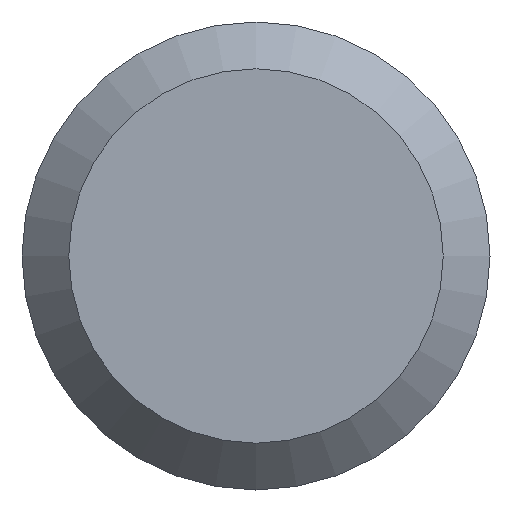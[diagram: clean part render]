
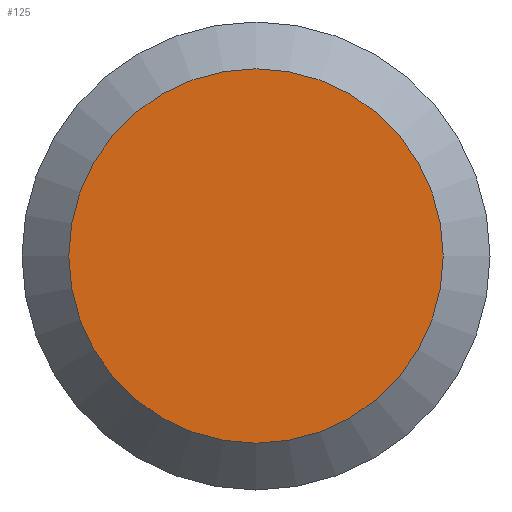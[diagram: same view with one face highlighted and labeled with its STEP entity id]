
A CAD part, left-side view. The second image highlights one B-rep face of the part: STEP entity #125.
In plain terms, the highlighted planar face has unit normal (-1, 0, 0).
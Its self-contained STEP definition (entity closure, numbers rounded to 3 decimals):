
#2 = CARTESIAN_POINT ( 'NONE',  ( 0., 0., 0. ) ) ;
#7 = AXIS2_PLACEMENT_3D ( 'NONE', #163, #22, #158 ) ;
#22 = DIRECTION ( 'NONE',  ( 1., 0., 0. ) ) ;
#28 = DIRECTION ( 'NONE',  ( -1., 0., 0. ) ) ;
#85 = CIRCLE ( 'NONE', #107, 4.64 ) ;
#93 = DIRECTION ( 'NONE',  ( 0., 0., -1. ) ) ;
#107 = AXIS2_PLACEMENT_3D ( 'NONE', #2, #28, #93 ) ;
#114 = ORIENTED_EDGE ( 'NONE', *, *, #161, .T. ) ;
#125 = ADVANCED_FACE ( 'NONE', ( #194 ), #141, .F. ) ;
#138 = EDGE_LOOP ( 'NONE', ( #114 ) ) ;
#141 = PLANE ( 'NONE',  #7 ) ;
#158 = DIRECTION ( 'NONE',  ( 0., 0., -1. ) ) ;
#161 = EDGE_CURVE ( 'NONE', #199, #199, #85, .T. ) ;
#163 = CARTESIAN_POINT ( 'NONE',  ( 0., 5.8, 0. ) ) ;
#194 = FACE_OUTER_BOUND ( 'NONE', #138, .T. ) ;
#199 = VERTEX_POINT ( 'NONE', #211 ) ;
#211 = CARTESIAN_POINT ( 'NONE',  ( 0., 0., -4.64 ) ) ;
